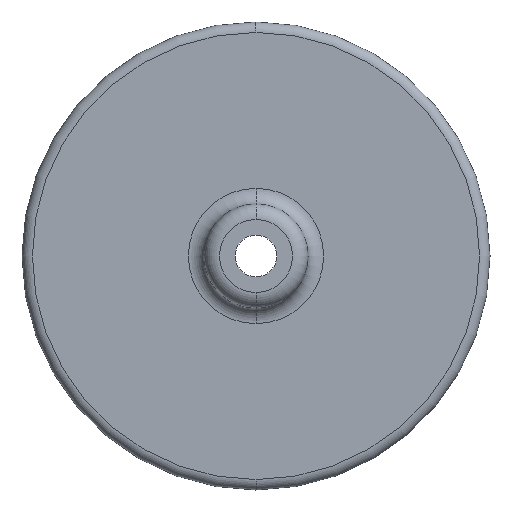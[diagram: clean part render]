
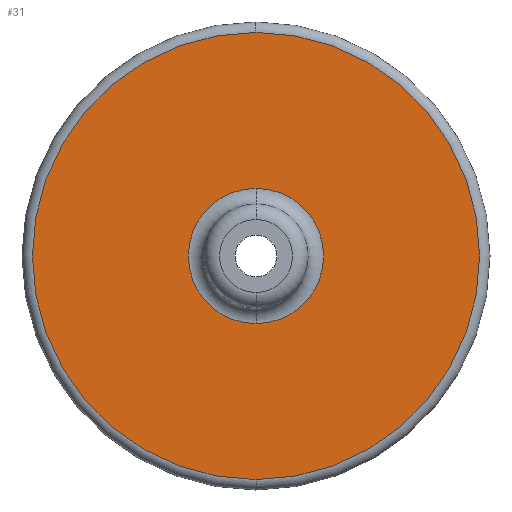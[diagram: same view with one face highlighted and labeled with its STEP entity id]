
A CAD part, left-side view. The second image highlights one B-rep face of the part: STEP entity #31.
In plain terms, the highlighted planar face has unit normal (-1, 0, 0).
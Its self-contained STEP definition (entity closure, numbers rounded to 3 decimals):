
#1 = DIRECTION ( 'NONE',  ( 0., 0., -1. ) ) ;
#31 = ADVANCED_FACE ( 'NONE', ( #488, #685 ), #364, .F. ) ;
#39 = EDGE_CURVE ( 'NONE', #221, #183, #291, .T. ) ;
#42 = CIRCLE ( 'NONE', #467, 13. ) ;
#54 = CARTESIAN_POINT ( 'NONE',  ( 0., 0., 0. ) ) ;
#69 = AXIS2_PLACEMENT_3D ( 'NONE', #315, #528, #166 ) ;
#71 = CARTESIAN_POINT ( 'NONE',  ( 0., 0., -13. ) ) ;
#86 = EDGE_CURVE ( 'NONE', #629, #475, #42, .T. ) ;
#109 = AXIS2_PLACEMENT_3D ( 'NONE', #235, #605, #280 ) ;
#130 = CARTESIAN_POINT ( 'NONE',  ( 0., 0., 43. ) ) ;
#155 = ORIENTED_EDGE ( 'NONE', *, *, #39, .T. ) ;
#166 = DIRECTION ( 'NONE',  ( 0., 0., -1. ) ) ;
#183 = VERTEX_POINT ( 'NONE', #130 ) ;
#193 = DIRECTION ( 'NONE',  ( 1., 0., 0. ) ) ;
#205 = ORIENTED_EDGE ( 'NONE', *, *, #591, .T. ) ;
#221 = VERTEX_POINT ( 'NONE', #560 ) ;
#235 = CARTESIAN_POINT ( 'NONE',  ( 0., 0., 0. ) ) ;
#269 = DIRECTION ( 'NONE',  ( -1., 0., 0. ) ) ;
#280 = DIRECTION ( 'NONE',  ( 0., 0., -1. ) ) ;
#291 = CIRCLE ( 'NONE', #404, 43. ) ;
#307 = DIRECTION ( 'NONE',  ( -1., 0., 0. ) ) ;
#315 = CARTESIAN_POINT ( 'NONE',  ( 0., 0., 0. ) ) ;
#322 = DIRECTION ( 'NONE',  ( 0., 0., -1. ) ) ;
#338 = EDGE_LOOP ( 'NONE', ( #155, #205 ) ) ;
#353 = CIRCLE ( 'NONE', #496, 43. ) ;
#361 = ORIENTED_EDGE ( 'NONE', *, *, #500, .T. ) ;
#364 = PLANE ( 'NONE',  #69 ) ;
#367 = EDGE_LOOP ( 'NONE', ( #361, #553 ) ) ;
#391 = CIRCLE ( 'NONE', #109, 13. ) ;
#404 = AXIS2_PLACEMENT_3D ( 'NONE', #585, #269, #322 ) ;
#418 = CARTESIAN_POINT ( 'NONE',  ( 0., 0., 13. ) ) ;
#467 = AXIS2_PLACEMENT_3D ( 'NONE', #613, #193, #552 ) ;
#475 = VERTEX_POINT ( 'NONE', #71 ) ;
#488 = FACE_BOUND ( 'NONE', #367, .T. ) ;
#496 = AXIS2_PLACEMENT_3D ( 'NONE', #54, #307, #1 ) ;
#500 = EDGE_CURVE ( 'NONE', #475, #629, #391, .T. ) ;
#528 = DIRECTION ( 'NONE',  ( 1., 0., 0. ) ) ;
#552 = DIRECTION ( 'NONE',  ( 0., 0., -1. ) ) ;
#553 = ORIENTED_EDGE ( 'NONE', *, *, #86, .T. ) ;
#560 = CARTESIAN_POINT ( 'NONE',  ( 0., 0., -43. ) ) ;
#585 = CARTESIAN_POINT ( 'NONE',  ( 0., 0., 0. ) ) ;
#591 = EDGE_CURVE ( 'NONE', #183, #221, #353, .T. ) ;
#605 = DIRECTION ( 'NONE',  ( 1., 0., 0. ) ) ;
#613 = CARTESIAN_POINT ( 'NONE',  ( 0., 0., 0. ) ) ;
#629 = VERTEX_POINT ( 'NONE', #418 ) ;
#685 = FACE_OUTER_BOUND ( 'NONE', #338, .T. ) ;
